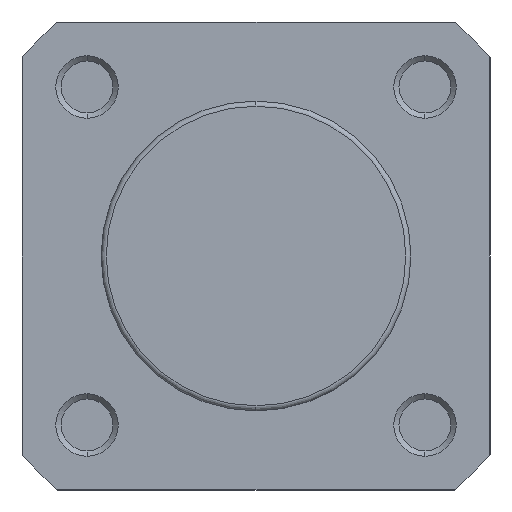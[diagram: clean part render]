
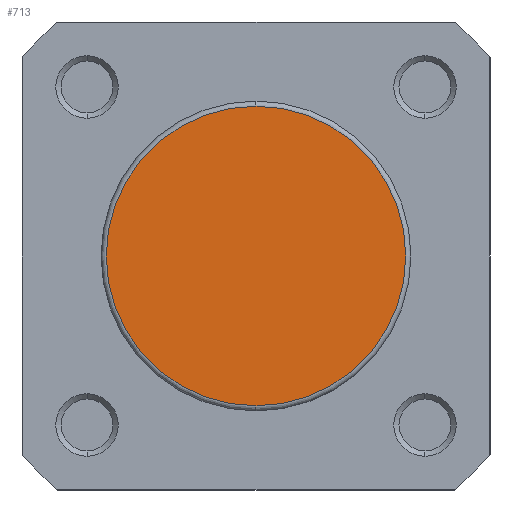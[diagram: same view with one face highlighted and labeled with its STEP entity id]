
A CAD part, left-side view. The second image highlights one B-rep face of the part: STEP entity #713.
In plain terms, the highlighted planar face has unit normal (-1, 0, 0).
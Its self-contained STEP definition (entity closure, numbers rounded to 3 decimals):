
#183 = CARTESIAN_POINT ( 'NONE',  ( 0., 0., -14.4 ) ) ;
#281 = CARTESIAN_POINT ( 'NONE',  ( 0., 0., 14.4 ) ) ;
#530 = ORIENTED_EDGE ( 'NONE', *, *, #2794, .T. ) ;
#533 = ORIENTED_EDGE ( 'NONE', *, *, #1981, .T. ) ;
#713 = ADVANCED_FACE ( 'NONE', ( #1762 ), #5828, .T. ) ;
#1174 = EDGE_LOOP ( 'NONE', ( #530, #533 ) ) ;
#1762 = FACE_OUTER_BOUND ( 'NONE', #1174, .T. ) ;
#1981 = EDGE_CURVE ( 'NONE', #5293, #5391, #3166, .T. ) ;
#2251 = AXIS2_PLACEMENT_3D ( 'NONE', #5827, #5829, #5830 ) ;
#2383 = AXIS2_PLACEMENT_3D ( 'NONE', #4012, #4013, #4014 ) ;
#2450 = AXIS2_PLACEMENT_3D ( 'NONE', #4459, #4460, #4461 ) ;
#2794 = EDGE_CURVE ( 'NONE', #5391, #5293, #3390, .T. ) ;
#3166 = CIRCLE ( 'NONE', #2383, 14.4 ) ;
#3390 = CIRCLE ( 'NONE', #2450, 14.4 ) ;
#4012 = CARTESIAN_POINT ( 'NONE',  ( 0., 0., 0. ) ) ;
#4013 = DIRECTION ( 'NONE',  ( -1., 0., 0. ) ) ;
#4014 = DIRECTION ( 'NONE',  ( 0., 0., 1. ) ) ;
#4459 = CARTESIAN_POINT ( 'NONE',  ( 0., 0., 0. ) ) ;
#4460 = DIRECTION ( 'NONE',  ( -1., 0., 0. ) ) ;
#4461 = DIRECTION ( 'NONE',  ( 0., 0., 1. ) ) ;
#5293 = VERTEX_POINT ( 'NONE', #183 ) ;
#5391 = VERTEX_POINT ( 'NONE', #281 ) ;
#5827 = CARTESIAN_POINT ( 'NONE',  ( 0., -14.9, 0. ) ) ;
#5828 = PLANE ( 'NONE',  #2251 ) ;
#5829 = DIRECTION ( 'NONE',  ( -1., 0., 0. ) ) ;
#5830 = DIRECTION ( 'NONE',  ( 0., 0., 1. ) ) ;
